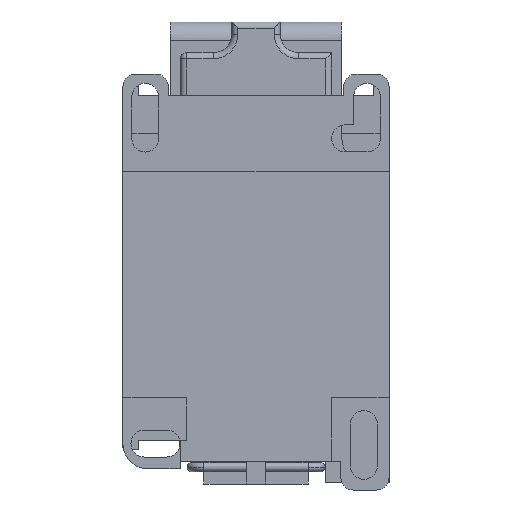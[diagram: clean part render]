
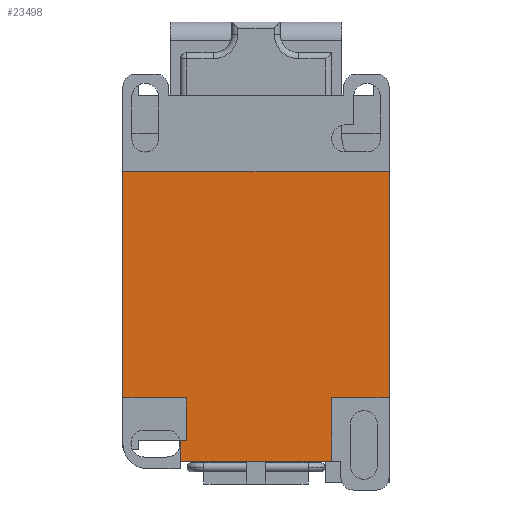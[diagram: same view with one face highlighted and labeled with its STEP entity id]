
A CAD part, front view. The second image highlights one B-rep face of the part: STEP entity #23498.
In plain terms, the highlighted planar face has unit normal (0, -1, 0).
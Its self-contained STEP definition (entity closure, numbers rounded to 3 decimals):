
#104 = CARTESIAN_POINT ( 'NONE',  ( -11.35, -36.425, -28.125 ) ) ;
#272 = ORIENTED_EDGE ( 'NONE', *, *, #26181, .F. ) ;
#408 = AXIS2_PLACEMENT_3D ( 'NONE', #2341, #14067, #29959 ) ;
#908 = VECTOR ( 'NONE', #4623, 1000. ) ;
#2341 = CARTESIAN_POINT ( 'NONE',  ( 21.7, -36.425, -28.125 ) ) ;
#3051 = CARTESIAN_POINT ( 'NONE',  ( -21.7, -36.425, 15.805 ) ) ;
#3397 = VERTEX_POINT ( 'NONE', #15761 ) ;
#3834 = DIRECTION ( 'NONE',  ( 0., 0., -1. ) ) ;
#4464 = CARTESIAN_POINT ( 'NONE',  ( 21.7, -36.425, -28.125 ) ) ;
#4623 = DIRECTION ( 'NONE',  ( 0., 0., -1. ) ) ;
#4647 = VERTEX_POINT ( 'NONE', #10482 ) ;
#5378 = VECTOR ( 'NONE', #21866, 1000. ) ;
#5528 = VECTOR ( 'NONE', #6637, 1000. ) ;
#5712 = CARTESIAN_POINT ( 'NONE',  ( 21.7, -36.425, 15.805 ) ) ;
#6185 = CARTESIAN_POINT ( 'NONE',  ( -21.7, -36.425, -28.125 ) ) ;
#6237 = CARTESIAN_POINT ( 'NONE',  ( 21.7, -36.425, -31.475 ) ) ;
#6505 = ORIENTED_EDGE ( 'NONE', *, *, #29937, .F. ) ;
#6637 = DIRECTION ( 'NONE',  ( 0., 0., 1. ) ) ;
#6942 = CARTESIAN_POINT ( 'NONE',  ( -39.594, -36.425, 15.805 ) ) ;
#6943 = LINE ( 'NONE', #4464, #908 ) ;
#8000 = VERTEX_POINT ( 'NONE', #5712 ) ;
#8357 = LINE ( 'NONE', #13284, #16953 ) ;
#9075 = CARTESIAN_POINT ( 'NONE',  ( 12.35, -36.425, -31.475 ) ) ;
#9830 = CARTESIAN_POINT ( 'NONE',  ( -11.35, -36.425, -21.175 ) ) ;
#9953 = EDGE_CURVE ( 'NONE', #21702, #8000, #18742, .T. ) ;
#10230 = VECTOR ( 'NONE', #27350, 1000. ) ;
#10275 = EDGE_CURVE ( 'NONE', #27142, #3397, #17436, .T. ) ;
#10482 = CARTESIAN_POINT ( 'NONE',  ( -12.35, -36.425, -28.125 ) ) ;
#13284 = CARTESIAN_POINT ( 'NONE',  ( -12.35, -36.425, -28.125 ) ) ;
#13510 = LINE ( 'NONE', #104, #22042 ) ;
#13786 = EDGE_CURVE ( 'NONE', #27792, #25280, #27207, .T. ) ;
#14067 = DIRECTION ( 'NONE',  ( 0., 1., 0. ) ) ;
#14103 = EDGE_LOOP ( 'NONE', ( #28812, #6505, #272, #15189, #28414, #16930, #16313, #15282, #21610, #29664 ) ) ;
#14873 = VERTEX_POINT ( 'NONE', #18421 ) ;
#15189 = ORIENTED_EDGE ( 'NONE', *, *, #13786, .F. ) ;
#15282 = ORIENTED_EDGE ( 'NONE', *, *, #9953, .F. ) ;
#15761 = CARTESIAN_POINT ( 'NONE',  ( -21.7, -36.425, -21.175 ) ) ;
#16303 = CARTESIAN_POINT ( 'NONE',  ( -12.35, -36.425, -31.475 ) ) ;
#16313 = ORIENTED_EDGE ( 'NONE', *, *, #20312, .F. ) ;
#16930 = ORIENTED_EDGE ( 'NONE', *, *, #29464, .T. ) ;
#16953 = VECTOR ( 'NONE', #18437, 1000. ) ;
#17436 = LINE ( 'NONE', #24194, #5378 ) ;
#18421 = CARTESIAN_POINT ( 'NONE',  ( 12.35, -36.425, -21.175 ) ) ;
#18437 = DIRECTION ( 'NONE',  ( 1., 0., 0. ) ) ;
#18525 = CARTESIAN_POINT ( 'NONE',  ( -11.35, -36.425, -28.125 ) ) ;
#18595 = LINE ( 'NONE', #16303, #5528 ) ;
#18742 = LINE ( 'NONE', #6942, #27982 ) ;
#18865 = VERTEX_POINT ( 'NONE', #18525 ) ;
#19807 = CARTESIAN_POINT ( 'NONE',  ( -12.35, -36.425, -31.475 ) ) ;
#19843 = EDGE_CURVE ( 'NONE', #27792, #14873, #20504, .T. ) ;
#19909 = VERTEX_POINT ( 'NONE', #24860 ) ;
#20312 = EDGE_CURVE ( 'NONE', #8000, #19909, #6943, .T. ) ;
#20504 = LINE ( 'NONE', #30226, #27795 ) ;
#20715 = DIRECTION ( 'NONE',  ( 1., 0., 0. ) ) ;
#21363 = CARTESIAN_POINT ( 'NONE',  ( 12.35, -36.425, -21.175 ) ) ;
#21610 = ORIENTED_EDGE ( 'NONE', *, *, #28109, .T. ) ;
#21702 = VERTEX_POINT ( 'NONE', #3051 ) ;
#21866 = DIRECTION ( 'NONE',  ( -1., 0., 0. ) ) ;
#22026 = EDGE_CURVE ( 'NONE', #18865, #27142, #13510, .T. ) ;
#22042 = VECTOR ( 'NONE', #25583, 1000. ) ;
#23498 = ADVANCED_FACE ( 'NONE', ( #27807 ), #25217, .F. ) ;
#23532 = DIRECTION ( 'NONE',  ( 0., 0., 1. ) ) ;
#23692 = LINE ( 'NONE', #21363, #29790 ) ;
#24194 = CARTESIAN_POINT ( 'NONE',  ( -12.35, -36.425, -21.175 ) ) ;
#24860 = CARTESIAN_POINT ( 'NONE',  ( 21.7, -36.425, -21.175 ) ) ;
#25217 = PLANE ( 'NONE',  #408 ) ;
#25280 = VERTEX_POINT ( 'NONE', #19807 ) ;
#25583 = DIRECTION ( 'NONE',  ( 0., 0., 1. ) ) ;
#26181 = EDGE_CURVE ( 'NONE', #25280, #4647, #18595, .T. ) ;
#26280 = VECTOR ( 'NONE', #3834, 1000. ) ;
#27142 = VERTEX_POINT ( 'NONE', #9830 ) ;
#27151 = LINE ( 'NONE', #6185, #26280 ) ;
#27207 = LINE ( 'NONE', #6237, #10230 ) ;
#27350 = DIRECTION ( 'NONE',  ( -1., 0., 0. ) ) ;
#27792 = VERTEX_POINT ( 'NONE', #9075 ) ;
#27795 = VECTOR ( 'NONE', #23532, 1000. ) ;
#27807 = FACE_OUTER_BOUND ( 'NONE', #14103, .T. ) ;
#27982 = VECTOR ( 'NONE', #20715, 1000. ) ;
#28109 = EDGE_CURVE ( 'NONE', #21702, #3397, #27151, .T. ) ;
#28414 = ORIENTED_EDGE ( 'NONE', *, *, #19843, .T. ) ;
#28549 = DIRECTION ( 'NONE',  ( 1., 0., 0. ) ) ;
#28812 = ORIENTED_EDGE ( 'NONE', *, *, #22026, .F. ) ;
#29464 = EDGE_CURVE ( 'NONE', #14873, #19909, #23692, .T. ) ;
#29664 = ORIENTED_EDGE ( 'NONE', *, *, #10275, .F. ) ;
#29790 = VECTOR ( 'NONE', #28549, 1000. ) ;
#29937 = EDGE_CURVE ( 'NONE', #4647, #18865, #8357, .T. ) ;
#29959 = DIRECTION ( 'NONE',  ( 0., 0., 1. ) ) ;
#30226 = CARTESIAN_POINT ( 'NONE',  ( 12.35, -36.425, -31.475 ) ) ;
